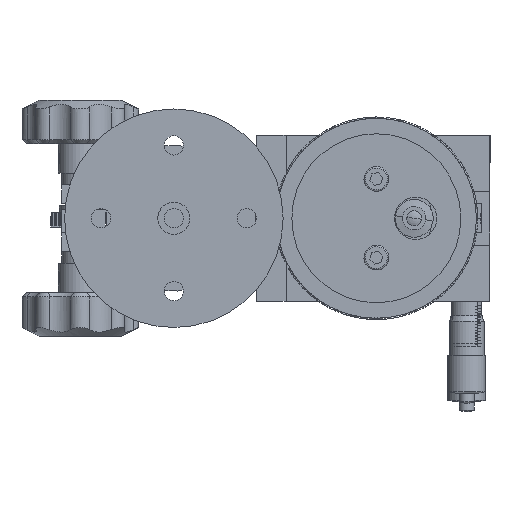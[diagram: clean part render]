
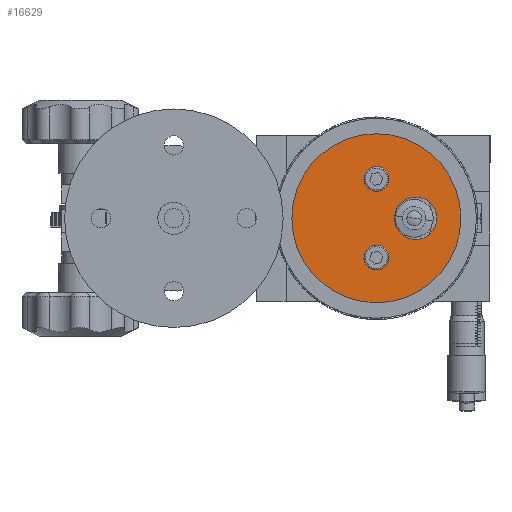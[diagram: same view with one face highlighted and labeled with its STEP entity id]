
A CAD part, front view. The second image highlights one B-rep face of the part: STEP entity #16629.
In plain terms, the highlighted planar face has unit normal (0, -1, 0).
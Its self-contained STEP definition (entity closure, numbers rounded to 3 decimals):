
#214 = CARTESIAN_POINT ( 'NONE',  ( 69.5, 53.43, -13.5 ) ) ;
#938 = VERTEX_POINT ( 'NONE', #13939 ) ;
#1771 = VERTEX_POINT ( 'NONE', #52107 ) ;
#4015 = DIRECTION ( 'NONE',  ( 0., 1., 0. ) ) ;
#6783 = DIRECTION ( 'NONE',  ( 0., 0., 1. ) ) ;
#7843 = DIRECTION ( 'NONE',  ( 0., 1., 0. ) ) ;
#8485 = EDGE_LOOP ( 'NONE', ( #26006, #31517 ) ) ;
#8602 = DIRECTION ( 'NONE',  ( 0., 0., 1. ) ) ;
#9398 = CARTESIAN_POINT ( 'NONE',  ( 69.5, 53.43, -16.3 ) ) ;
#9794 = EDGE_LOOP ( 'NONE', ( #23810, #35795 ) ) ;
#9856 = EDGE_CURVE ( 'NONE', #1771, #65302, #34254, .T. ) ;
#10818 = AXIS2_PLACEMENT_3D ( 'NONE', #83172, #57620, #99723 ) ;
#11695 = CARTESIAN_POINT ( 'NONE',  ( 69.5, 53.43, -29. ) ) ;
#12677 = EDGE_CURVE ( 'NONE', #34652, #18848, #92370, .T. ) ;
#13939 = CARTESIAN_POINT ( 'NONE',  ( 69.5, 53.43, 10.7 ) ) ;
#14370 = EDGE_CURVE ( 'NONE', #85702, #52786, #75616, .T. ) ;
#14810 = PLANE ( 'NONE',  #100024 ) ;
#16378 = CIRCLE ( 'NONE', #48709, 2.8 ) ;
#16629 = ADVANCED_FACE ( 'NONE', ( #38264, #47822, #72322, #70758 ), #14810, .F. ) ;
#17584 = CIRCLE ( 'NONE', #10818, 2.8 ) ;
#18632 = ORIENTED_EDGE ( 'NONE', *, *, #12677, .F. ) ;
#18848 = VERTEX_POINT ( 'NONE', #11695 ) ;
#18994 = ORIENTED_EDGE ( 'NONE', *, *, #104383, .T. ) ;
#19941 = EDGE_LOOP ( 'NONE', ( #18632, #84792 ) ) ;
#21176 = AXIS2_PLACEMENT_3D ( 'NONE', #214, #81707, #47652 ) ;
#22202 = CARTESIAN_POINT ( 'NONE',  ( 69.5, 53.43, 29. ) ) ;
#22506 = EDGE_CURVE ( 'NONE', #36658, #938, #17584, .T. ) ;
#22577 = DIRECTION ( 'NONE',  ( 0., 0., 1. ) ) ;
#23810 = ORIENTED_EDGE ( 'NONE', *, *, #22506, .T. ) ;
#25566 = CARTESIAN_POINT ( 'NONE',  ( 69.5, 53.43, 16.3 ) ) ;
#26006 = ORIENTED_EDGE ( 'NONE', *, *, #14370, .T. ) ;
#26857 = DIRECTION ( 'NONE',  ( 0., 1., 0. ) ) ;
#29042 = DIRECTION ( 'NONE',  ( 0., 0., 1. ) ) ;
#29201 = CARTESIAN_POINT ( 'NONE',  ( 69.5, 53.43, -10.7 ) ) ;
#31517 = ORIENTED_EDGE ( 'NONE', *, *, #100662, .T. ) ;
#31610 = ORIENTED_EDGE ( 'NONE', *, *, #9856, .T. ) ;
#34254 = CIRCLE ( 'NONE', #70011, 7.25 ) ;
#34652 = VERTEX_POINT ( 'NONE', #22202 ) ;
#35082 = AXIS2_PLACEMENT_3D ( 'NONE', #59213, #91201, #8602 ) ;
#35795 = ORIENTED_EDGE ( 'NONE', *, *, #100392, .T. ) ;
#36658 = VERTEX_POINT ( 'NONE', #25566 ) ;
#38098 = CARTESIAN_POINT ( 'NONE',  ( 83., 53.43, 0. ) ) ;
#38264 = FACE_BOUND ( 'NONE', #9794, .T. ) ;
#40971 = CIRCLE ( 'NONE', #56279, 29. ) ;
#44873 = DIRECTION ( 'NONE',  ( 0., 1., 0. ) ) ;
#46435 = AXIS2_PLACEMENT_3D ( 'NONE', #72384, #44873, #96391 ) ;
#47652 = DIRECTION ( 'NONE',  ( 0., 0., 1. ) ) ;
#47822 = FACE_BOUND ( 'NONE', #105122, .T. ) ;
#48709 = AXIS2_PLACEMENT_3D ( 'NONE', #86855, #104462, #94884 ) ;
#49802 = DIRECTION ( 'NONE',  ( 0., 0., 1. ) ) ;
#50863 = CARTESIAN_POINT ( 'NONE',  ( 83., 53.43, 0. ) ) ;
#52107 = CARTESIAN_POINT ( 'NONE',  ( 83., 53.43, -7.25 ) ) ;
#52786 = VERTEX_POINT ( 'NONE', #9398 ) ;
#53709 = CARTESIAN_POINT ( 'NONE',  ( 83., 53.43, 7.25 ) ) ;
#54073 = DIRECTION ( 'NONE',  ( 0., 1., 0. ) ) ;
#56279 = AXIS2_PLACEMENT_3D ( 'NONE', #94558, #54073, #22577 ) ;
#57620 = DIRECTION ( 'NONE',  ( 0., 1., 0. ) ) ;
#59213 = CARTESIAN_POINT ( 'NONE',  ( 69.5, 53.43, 13.5 ) ) ;
#65302 = VERTEX_POINT ( 'NONE', #53709 ) ;
#70011 = AXIS2_PLACEMENT_3D ( 'NONE', #38098, #4015, #29042 ) ;
#70758 = FACE_OUTER_BOUND ( 'NONE', #19941, .T. ) ;
#72322 = FACE_BOUND ( 'NONE', #8485, .T. ) ;
#72384 = CARTESIAN_POINT ( 'NONE',  ( 69.5, 53.43, 0. ) ) ;
#75616 = CIRCLE ( 'NONE', #21176, 2.8 ) ;
#76734 = EDGE_CURVE ( 'NONE', #18848, #34652, #40971, .T. ) ;
#78030 = CIRCLE ( 'NONE', #93356, 7.25 ) ;
#79274 = CARTESIAN_POINT ( 'NONE',  ( 98.5, 53.43, 0. ) ) ;
#81707 = DIRECTION ( 'NONE',  ( 0., 1., 0. ) ) ;
#83172 = CARTESIAN_POINT ( 'NONE',  ( 69.5, 53.43, 13.5 ) ) ;
#84792 = ORIENTED_EDGE ( 'NONE', *, *, #76734, .F. ) ;
#85702 = VERTEX_POINT ( 'NONE', #29201 ) ;
#86855 = CARTESIAN_POINT ( 'NONE',  ( 69.5, 53.43, -13.5 ) ) ;
#87804 = CIRCLE ( 'NONE', #35082, 2.8 ) ;
#91201 = DIRECTION ( 'NONE',  ( 0., 1., 0. ) ) ;
#92370 = CIRCLE ( 'NONE', #46435, 29. ) ;
#93356 = AXIS2_PLACEMENT_3D ( 'NONE', #50863, #26857, #49802 ) ;
#94558 = CARTESIAN_POINT ( 'NONE',  ( 69.5, 53.43, 0. ) ) ;
#94884 = DIRECTION ( 'NONE',  ( 0., 0., 1. ) ) ;
#96391 = DIRECTION ( 'NONE',  ( 0., 0., 1. ) ) ;
#99723 = DIRECTION ( 'NONE',  ( 0., 0., 1. ) ) ;
#100024 = AXIS2_PLACEMENT_3D ( 'NONE', #79274, #7843, #6783 ) ;
#100392 = EDGE_CURVE ( 'NONE', #938, #36658, #87804, .T. ) ;
#100662 = EDGE_CURVE ( 'NONE', #52786, #85702, #16378, .T. ) ;
#104383 = EDGE_CURVE ( 'NONE', #65302, #1771, #78030, .T. ) ;
#104462 = DIRECTION ( 'NONE',  ( 0., 1., 0. ) ) ;
#105122 = EDGE_LOOP ( 'NONE', ( #18994, #31610 ) ) ;
